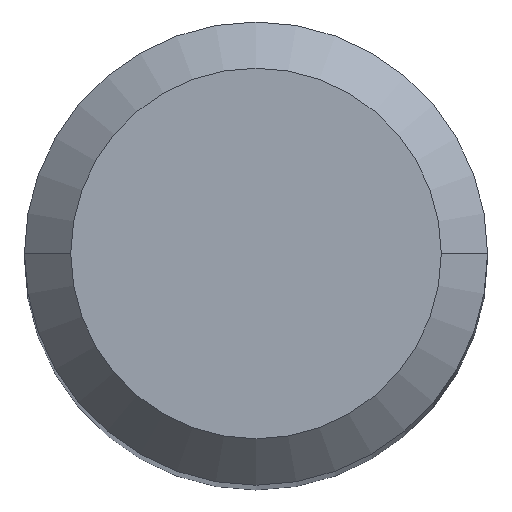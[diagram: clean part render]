
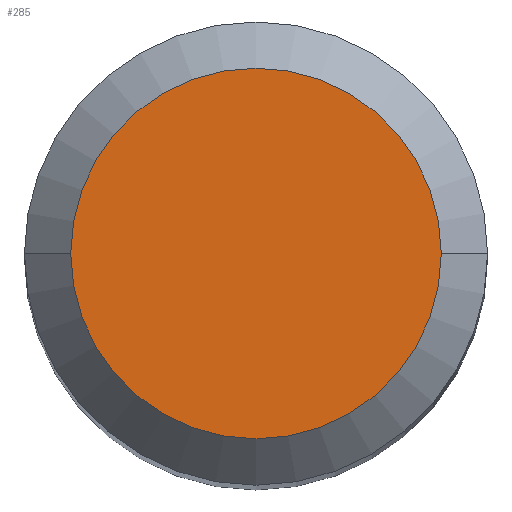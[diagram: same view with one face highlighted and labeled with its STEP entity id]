
A CAD part, top view. The second image highlights one B-rep face of the part: STEP entity #285.
In plain terms, the highlighted planar face has unit normal (0, 0, 1).
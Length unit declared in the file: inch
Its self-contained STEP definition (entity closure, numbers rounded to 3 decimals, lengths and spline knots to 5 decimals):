
#3 = DIRECTION ( 'NONE',  ( 0., 0., 1. ) ) ;
#8 = CIRCLE ( 'NONE', #291, 0.09448 ) ;
#55 = EDGE_CURVE ( 'NONE', #399, #367, #330, .T. ) ;
#61 = AXIS2_PLACEMENT_3D ( 'NONE', #267, #3, #77 ) ;
#66 = PLANE ( 'NONE',  #466 ) ;
#77 = DIRECTION ( 'NONE',  ( 1., 0., 0. ) ) ;
#92 = CARTESIAN_POINT ( 'NONE',  ( -0.09448, 0., 0. ) ) ;
#108 = EDGE_LOOP ( 'NONE', ( #171, #465 ) ) ;
#125 = CARTESIAN_POINT ( 'NONE',  ( 0., 0., 0. ) ) ;
#138 = DIRECTION ( 'NONE',  ( 0., 0., -1. ) ) ;
#152 = EDGE_CURVE ( 'NONE', #367, #399, #8, .T. ) ;
#171 = ORIENTED_EDGE ( 'NONE', *, *, #152, .T. ) ;
#201 = FACE_OUTER_BOUND ( 'NONE', #108, .T. ) ;
#240 = CARTESIAN_POINT ( 'NONE',  ( 0., 0., 0. ) ) ;
#267 = CARTESIAN_POINT ( 'NONE',  ( 0., 0., 0. ) ) ;
#285 = ADVANCED_FACE ( 'NONE', ( #201 ), #66, .F. ) ;
#291 = AXIS2_PLACEMENT_3D ( 'NONE', #240, #353, #395 ) ;
#330 = CIRCLE ( 'NONE', #61, 0.09448 ) ;
#353 = DIRECTION ( 'NONE',  ( 0., 0., 1. ) ) ;
#367 = VERTEX_POINT ( 'NONE', #92 ) ;
#395 = DIRECTION ( 'NONE',  ( 1., 0., 0. ) ) ;
#399 = VERTEX_POINT ( 'NONE', #451 ) ;
#440 = DIRECTION ( 'NONE',  ( -1., 0., 0. ) ) ;
#451 = CARTESIAN_POINT ( 'NONE',  ( 0.09448, 0., 0. ) ) ;
#465 = ORIENTED_EDGE ( 'NONE', *, *, #55, .T. ) ;
#466 = AXIS2_PLACEMENT_3D ( 'NONE', #125, #138, #440 ) ;
